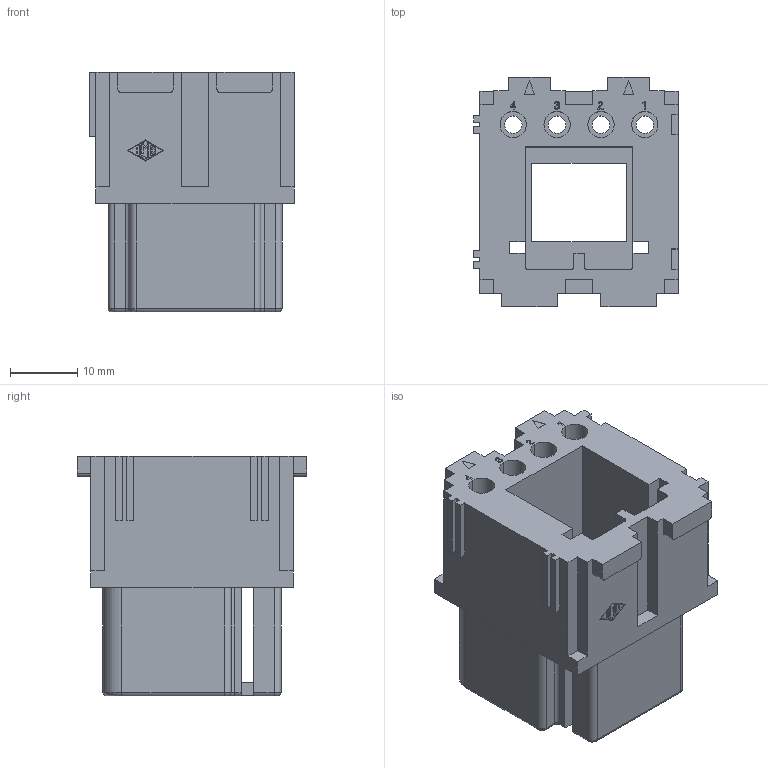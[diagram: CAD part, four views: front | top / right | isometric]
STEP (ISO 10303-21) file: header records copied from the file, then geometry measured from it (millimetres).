
FILE_DESCRIPTION(('CoCreate Modeling STEP Export'),'2;1');
FILE_NAME('CX 01 JF.stp','2010-11-02T11:31:53',(''),(''),'CoCreate Modeling STEP processor for AP214 (Solid Model)','CoCreate Modeling 16.00A 16-Aug-2008 (C) Parametric Technology GmbH','');
FILE_SCHEMA(('AUTOMOTIVE_DESIGN { 1 0 10303 214 1 1 1 1 }'));
Length unit declared in the file: millimetre
Products named in the file (2): CX_01_JF
Assembly tree (1 placements, depth 2):
  CX_01_JF
    CX_01_JF
Bounding box: 30.3 x 34 x 35.5 mm (x, y, z)
Volume: 15263.8 mm3; surface area: 9951.5 mm2
Topology: 1 solids, 1 shells, 541 faces, 1505 edges, 994 vertices
Faces by surface type: plane 447, cylinder 56, cone 16, extrusion 14, torus 8
Entity records: 18575 total; most frequent: CARTESIAN_POINT 3299, ORIENTED_EDGE 3010, DIRECTION 2529, EDGE_CURVE 1505, VECTOR 1341, LINE 1327, VERTEX_POINT 994, AXIS2_PLACEMENT_3D 594
